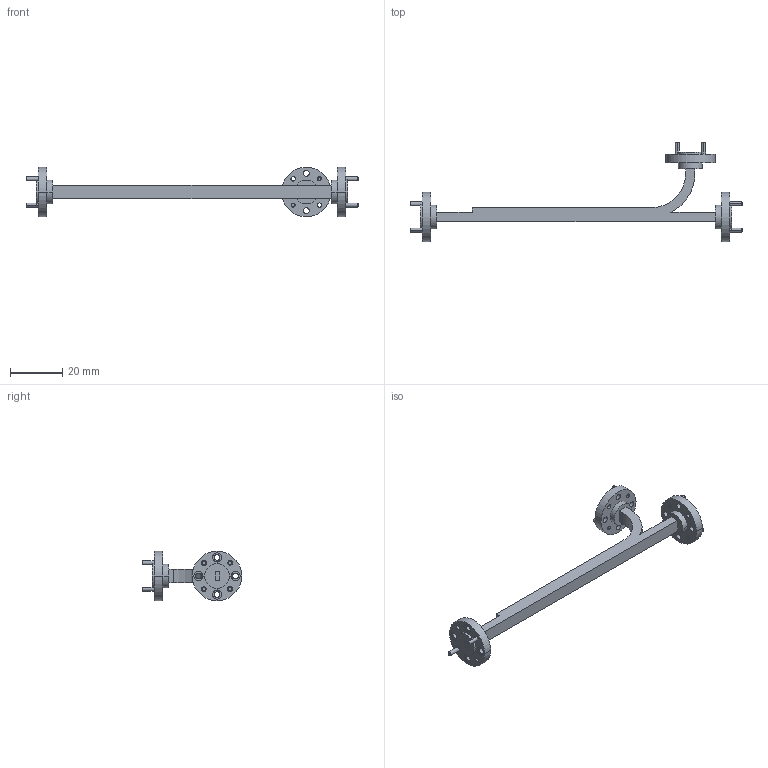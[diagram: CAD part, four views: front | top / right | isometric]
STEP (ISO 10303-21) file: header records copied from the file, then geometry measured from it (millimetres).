
FILE_DESCRIPTION (( 'STEP AP203' ), '1' );
FILE_NAME ('SWD-1030E-12-SW, SWD-1030H-12-SW.STEP', '2019-10-11T19:42:07', ( '' ), ( '' ), 'SwSTEP 2.0', 'SolidWorks 2016', '' );
FILE_SCHEMA (( 'CONFIG_CONTROL_DESIGN' ));
Length unit declared in the file: inch
Products named in the file (1): SWD-1030E-12-SW, SWD-1030H-12-SW
Bounding box: 127.64 x 38.29 x 19.05 mm (x, y, z)
Volume: 6268.4 mm3; surface area: 5602.9 mm2
Topology: 7 solids, 7 shells, 204 faces, 474 edges, 308 vertices
Faces by surface type: cylinder 104, plane 60, cone 40
Entity records: 6073 total; most frequent: DIRECTION 1148, CARTESIAN_POINT 987, ORIENTED_EDGE 948, EDGE_CURVE 474, AXIS2_PLACEMENT_3D 469, VERTEX_POINT 308, EDGE_LOOP 276, CIRCLE 264
